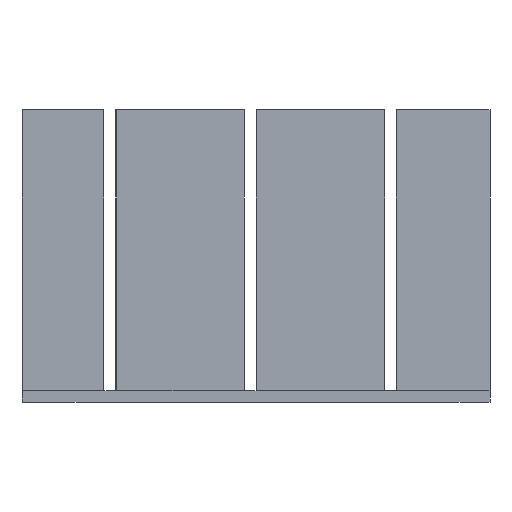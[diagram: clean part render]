
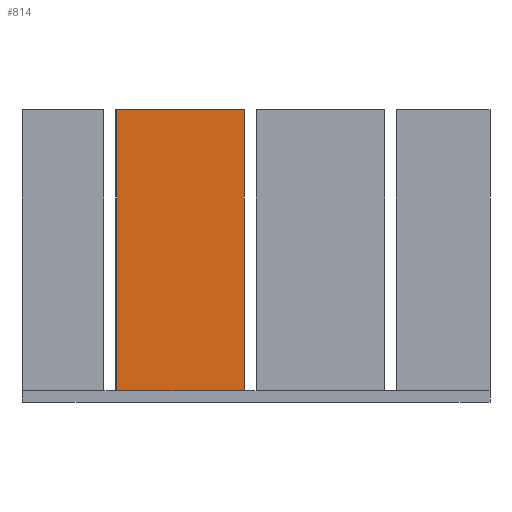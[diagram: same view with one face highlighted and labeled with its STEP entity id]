
A CAD part, front view. The second image highlights one B-rep face of the part: STEP entity #814.
In plain terms, the highlighted planar face has unit normal (0, -1, 0).
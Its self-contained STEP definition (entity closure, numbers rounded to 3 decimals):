
#365 = VERTEX_POINT('',#366);
#366 = CARTESIAN_POINT('',(8.1,0.5,1.));
#389 = VERTEX_POINT('',#390);
#390 = CARTESIAN_POINT('',(19.,0.5,1.));
#396 = EDGE_CURVE('',#389,#365,#397,.T.);
#397 = LINE('',#398,#399);
#398 = CARTESIAN_POINT('',(0.,0.5,1.));
#399 = VECTOR('',#400,1.);
#400 = DIRECTION('',(-1.,0.,0.));
#814 = ADVANCED_FACE('',(#815),#840,.F.);
#815 = FACE_BOUND('',#816,.F.);
#816 = EDGE_LOOP('',(#817,#827,#833,#834));
#817 = ORIENTED_EDGE('',*,*,#818,.T.);
#818 = EDGE_CURVE('',#819,#821,#823,.T.);
#819 = VERTEX_POINT('',#820);
#820 = CARTESIAN_POINT('',(8.1,0.5,25.));
#821 = VERTEX_POINT('',#822);
#822 = CARTESIAN_POINT('',(19.,0.5,25.));
#823 = LINE('',#824,#825);
#824 = CARTESIAN_POINT('',(0.,0.5,25.));
#825 = VECTOR('',#826,1.);
#826 = DIRECTION('',(1.,0.,0.));
#827 = ORIENTED_EDGE('',*,*,#828,.T.);
#828 = EDGE_CURVE('',#821,#389,#829,.T.);
#829 = LINE('',#830,#831);
#830 = CARTESIAN_POINT('',(19.,0.5,0.5));
#831 = VECTOR('',#832,1.);
#832 = DIRECTION('',(0.,0.,-1.));
#833 = ORIENTED_EDGE('',*,*,#396,.T.);
#834 = ORIENTED_EDGE('',*,*,#835,.F.);
#835 = EDGE_CURVE('',#819,#365,#836,.T.);
#836 = LINE('',#837,#838);
#837 = CARTESIAN_POINT('',(8.1,0.5,0.5));
#838 = VECTOR('',#839,1.);
#839 = DIRECTION('',(0.,0.,-1.));
#840 = PLANE('',#841);
#841 = AXIS2_PLACEMENT_3D('',#842,#843,#844);
#842 = CARTESIAN_POINT('',(0.,0.5,0.));
#843 = DIRECTION('',(0.,1.,0.));
#844 = DIRECTION('',(0.,0.,1.));
